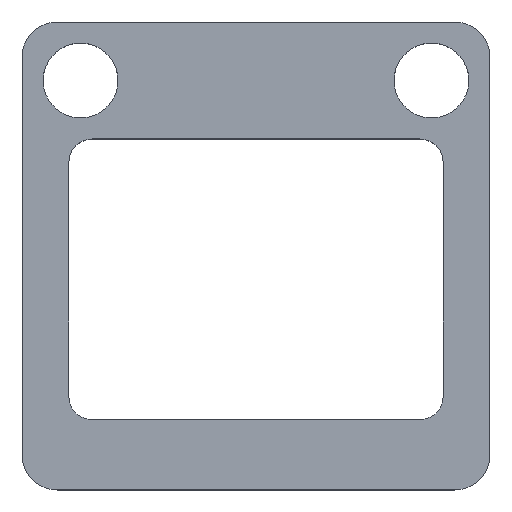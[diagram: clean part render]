
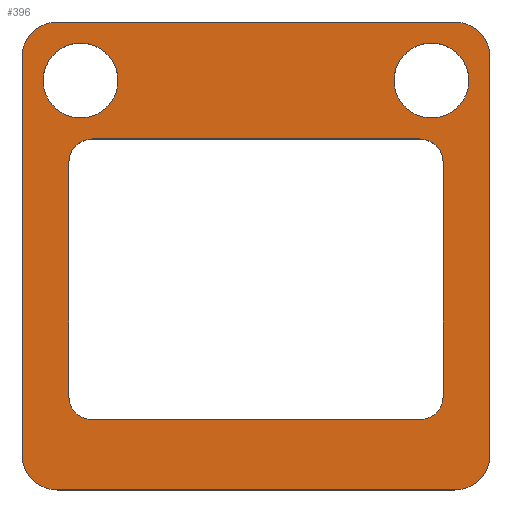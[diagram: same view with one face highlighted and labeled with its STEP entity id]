
A CAD part, top view. The second image highlights one B-rep face of the part: STEP entity #396.
In plain terms, the highlighted planar face has unit normal (0, 0, 1).
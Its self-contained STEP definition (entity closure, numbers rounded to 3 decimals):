
#22=FACE_BOUND('',#78,.T.);
#23=FACE_BOUND('',#79,.T.);
#24=FACE_BOUND('',#80,.T.);
#34=PLANE('',#451);
#54=FACE_OUTER_BOUND('',#77,.T.);
#77=EDGE_LOOP('',(#349,#350,#351,#352,#353,#354,#355,#356));
#78=EDGE_LOOP('',(#357,#358,#359,#360,#361,#362,#363,#364));
#79=EDGE_LOOP('',(#365));
#80=EDGE_LOOP('',(#366));
#85=LINE('',#589,#119);
#88=LINE('',#600,#122);
#92=LINE('',#612,#126);
#95=LINE('',#621,#129);
#101=LINE('',#637,#135);
#107=LINE('',#662,#141);
#113=LINE('',#681,#147);
#114=LINE('',#683,#148);
#119=VECTOR('',#469,10.);
#122=VECTOR('',#480,10.);
#126=VECTOR('',#492,10.);
#129=VECTOR('',#503,10.);
#135=VECTOR('',#517,10.);
#141=VECTOR('',#541,10.);
#147=VECTOR('',#565,10.);
#148=VECTOR('',#568,10.);
#150=CIRCLE('',#414,1.);
#152=CIRCLE('',#418,1.);
#154=CIRCLE('',#422,1.);
#156=CIRCLE('',#426,1.);
#157=CIRCLE('',#429,1.5);
#164=CIRCLE('',#439,1.5);
#165=CIRCLE('',#442,1.5);
#166=CIRCLE('',#444,1.5);
#167=CIRCLE('',#446,1.6);
#168=CIRCLE('',#448,1.6);
#171=VERTEX_POINT('',#579);
#172=VERTEX_POINT('',#581);
#174=VERTEX_POINT('',#587);
#177=VERTEX_POINT('',#594);
#178=VERTEX_POINT('',#596);
#181=VERTEX_POINT('',#606);
#182=VERTEX_POINT('',#608);
#184=VERTEX_POINT('',#617);
#185=VERTEX_POINT('',#624);
#186=VERTEX_POINT('',#625);
#190=VERTEX_POINT('',#635);
#198=VERTEX_POINT('',#655);
#199=VERTEX_POINT('',#656);
#200=VERTEX_POINT('',#661);
#201=VERTEX_POINT('',#665);
#202=VERTEX_POINT('',#669);
#203=VERTEX_POINT('',#673);
#204=VERTEX_POINT('',#677);
#207=EDGE_CURVE('',#171,#172,#150,.T.);
#211=EDGE_CURVE('',#171,#174,#85,.T.);
#214=EDGE_CURVE('',#177,#178,#152,.T.);
#216=EDGE_CURVE('',#177,#172,#88,.T.);
#220=EDGE_CURVE('',#181,#182,#154,.T.);
#222=EDGE_CURVE('',#181,#178,#92,.T.);
#226=EDGE_CURVE('',#184,#174,#156,.T.);
#227=EDGE_CURVE('',#184,#182,#95,.T.);
#229=EDGE_CURVE('',#185,#186,#157,.T.);
#235=EDGE_CURVE('',#185,#190,#101,.T.);
#244=EDGE_CURVE('',#198,#199,#164,.T.);
#247=EDGE_CURVE('',#200,#199,#107,.T.);
#249=EDGE_CURVE('',#200,#201,#165,.T.);
#251=EDGE_CURVE('',#202,#190,#166,.T.);
#253=EDGE_CURVE('',#203,#203,#167,.T.);
#255=EDGE_CURVE('',#204,#204,#168,.T.);
#257=EDGE_CURVE('',#202,#201,#113,.T.);
#258=EDGE_CURVE('',#198,#186,#114,.T.);
#349=ORIENTED_EDGE('',*,*,#229,.F.);
#350=ORIENTED_EDGE('',*,*,#235,.T.);
#351=ORIENTED_EDGE('',*,*,#251,.F.);
#352=ORIENTED_EDGE('',*,*,#257,.T.);
#353=ORIENTED_EDGE('',*,*,#249,.F.);
#354=ORIENTED_EDGE('',*,*,#247,.T.);
#355=ORIENTED_EDGE('',*,*,#244,.F.);
#356=ORIENTED_EDGE('',*,*,#258,.T.);
#357=ORIENTED_EDGE('',*,*,#216,.T.);
#358=ORIENTED_EDGE('',*,*,#207,.F.);
#359=ORIENTED_EDGE('',*,*,#211,.T.);
#360=ORIENTED_EDGE('',*,*,#226,.F.);
#361=ORIENTED_EDGE('',*,*,#227,.T.);
#362=ORIENTED_EDGE('',*,*,#220,.F.);
#363=ORIENTED_EDGE('',*,*,#222,.T.);
#364=ORIENTED_EDGE('',*,*,#214,.F.);
#365=ORIENTED_EDGE('',*,*,#255,.T.);
#366=ORIENTED_EDGE('',*,*,#253,.T.);
#396=ADVANCED_FACE('',(#54,#22,#23,#24),#34,.T.);
#414=AXIS2_PLACEMENT_3D('',#582,#462,#463);
#418=AXIS2_PLACEMENT_3D('',#597,#475,#476);
#422=AXIS2_PLACEMENT_3D('',#609,#487,#488);
#426=AXIS2_PLACEMENT_3D('',#619,#499,#500);
#429=AXIS2_PLACEMENT_3D('',#626,#507,#508);
#439=AXIS2_PLACEMENT_3D('',#657,#535,#536);
#442=AXIS2_PLACEMENT_3D('',#666,#545,#546);
#444=AXIS2_PLACEMENT_3D('',#670,#550,#551);
#446=AXIS2_PLACEMENT_3D('',#674,#555,#556);
#448=AXIS2_PLACEMENT_3D('',#678,#560,#561);
#451=AXIS2_PLACEMENT_3D('',#684,#569,#570);
#462=DIRECTION('center_axis',(0.,0.,1.));
#463=DIRECTION('ref_axis',(-0.707,-0.707,0.));
#469=DIRECTION('',(0.,1.,0.));
#475=DIRECTION('center_axis',(0.,0.,1.));
#476=DIRECTION('ref_axis',(0.707,-0.707,0.));
#480=DIRECTION('',(-1.,0.,0.));
#487=DIRECTION('center_axis',(0.,0.,1.));
#488=DIRECTION('ref_axis',(0.707,0.707,0.));
#492=DIRECTION('',(0.,-1.,0.));
#499=DIRECTION('center_axis',(0.,0.,1.));
#500=DIRECTION('ref_axis',(-0.707,0.707,0.));
#503=DIRECTION('',(1.,0.,0.));
#507=DIRECTION('center_axis',(0.,0.,-1.));
#508=DIRECTION('ref_axis',(0.707,-0.707,0.));
#517=DIRECTION('',(0.,1.,0.));
#535=DIRECTION('center_axis',(0.,0.,-1.));
#536=DIRECTION('ref_axis',(-0.707,-0.707,0.));
#541=DIRECTION('',(0.,-1.,0.));
#545=DIRECTION('center_axis',(0.,0.,-1.));
#546=DIRECTION('ref_axis',(-0.707,0.707,0.));
#550=DIRECTION('center_axis',(0.,0.,-1.));
#551=DIRECTION('ref_axis',(0.707,0.707,0.));
#555=DIRECTION('center_axis',(0.,0.,-1.));
#556=DIRECTION('ref_axis',(1.,0.,0.));
#560=DIRECTION('center_axis',(0.,0.,-1.));
#561=DIRECTION('ref_axis',(1.,0.,0.));
#565=DIRECTION('',(-1.,0.,0.));
#568=DIRECTION('',(1.,0.,0.));
#569=DIRECTION('center_axis',(0.,0.,1.));
#570=DIRECTION('ref_axis',(1.,0.,0.));
#579=CARTESIAN_POINT('',(2.,4.,3.));
#581=CARTESIAN_POINT('',(3.,3.,3.));
#582=CARTESIAN_POINT('Origin',(3.,4.,3.));
#587=CARTESIAN_POINT('',(2.,14.,3.));
#589=CARTESIAN_POINT('',(2.,3.,3.));
#594=CARTESIAN_POINT('',(17.,3.,3.));
#596=CARTESIAN_POINT('',(18.,4.,3.));
#597=CARTESIAN_POINT('Origin',(17.,4.,3.));
#600=CARTESIAN_POINT('',(18.,3.,3.));
#606=CARTESIAN_POINT('',(18.,14.,3.));
#608=CARTESIAN_POINT('',(17.,15.,3.));
#609=CARTESIAN_POINT('Origin',(17.,14.,3.));
#612=CARTESIAN_POINT('',(18.,15.,3.));
#617=CARTESIAN_POINT('',(3.,15.,3.));
#619=CARTESIAN_POINT('Origin',(3.,14.,3.));
#621=CARTESIAN_POINT('',(2.,15.,3.));
#624=CARTESIAN_POINT('',(20.,1.5,3.));
#625=CARTESIAN_POINT('',(18.5,0.,3.));
#626=CARTESIAN_POINT('Origin',(18.5,1.5,3.));
#635=CARTESIAN_POINT('',(20.,18.5,3.));
#637=CARTESIAN_POINT('',(20.,0.,3.));
#655=CARTESIAN_POINT('',(1.5,0.,3.));
#656=CARTESIAN_POINT('',(0.,1.5,3.));
#657=CARTESIAN_POINT('Origin',(1.5,1.5,3.));
#661=CARTESIAN_POINT('',(0.,18.5,3.));
#662=CARTESIAN_POINT('',(0.,20.,3.));
#665=CARTESIAN_POINT('',(1.5,20.,3.));
#666=CARTESIAN_POINT('Origin',(1.5,18.5,3.));
#669=CARTESIAN_POINT('',(18.5,20.,3.));
#670=CARTESIAN_POINT('Origin',(18.5,18.5,3.));
#673=CARTESIAN_POINT('',(0.9,17.5,3.));
#674=CARTESIAN_POINT('Origin',(2.5,17.5,3.));
#677=CARTESIAN_POINT('',(15.9,17.5,3.));
#678=CARTESIAN_POINT('Origin',(17.5,17.5,3.));
#681=CARTESIAN_POINT('',(20.,20.,3.));
#683=CARTESIAN_POINT('',(0.,0.,3.));
#684=CARTESIAN_POINT('Origin',(10.,10.,3.));
